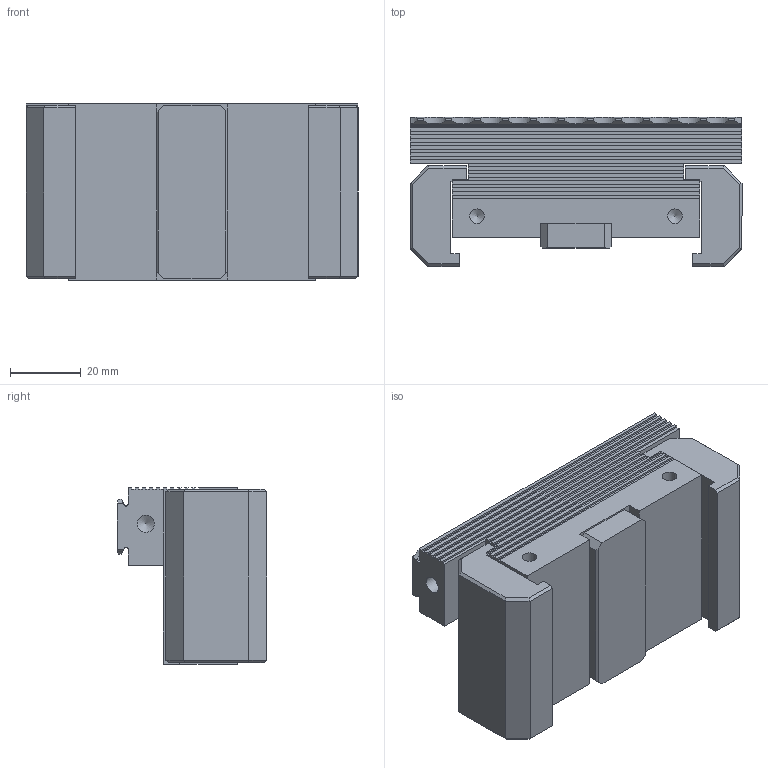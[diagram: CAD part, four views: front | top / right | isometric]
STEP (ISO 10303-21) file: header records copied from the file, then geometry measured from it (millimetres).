
FILE_DESCRIPTION((''),'2;1');
FILE_NAME('300-0094-006-Kunde.stp','2011-01-28T09:07:48',('maier'),(''),'Autodesk Inventor 2010','Autodesk Inventor 2010','');
FILE_SCHEMA(('AUTOMOTIVE_DESIGN { 1 0 10303 214 1 1 1 1 }'));
Length unit declared in the file: millimetre
Products named in the file (1): 300-0094-006-Kunde
Bounding box: 94 x 42.2 x 50 mm (x, y, z)
Volume: 128556.7 mm3; surface area: 28664.7 mm2
Topology: 1 solids, 1 shells, 219 faces, 635 edges, 415 vertices
Faces by surface type: plane 157, bspline 43, cylinder 18, cone 1
Full cylindrical faces by diameter (mm): 4.917 x1
Entity records: 7563 total; most frequent: CARTESIAN_POINT 1753, ORIENTED_EDGE 1200, DIRECTION 1080, EDGE_CURVE 600, VECTOR 474, LINE 474, VERTEX_POINT 398, AXIS2_PLACEMENT_3D 303
